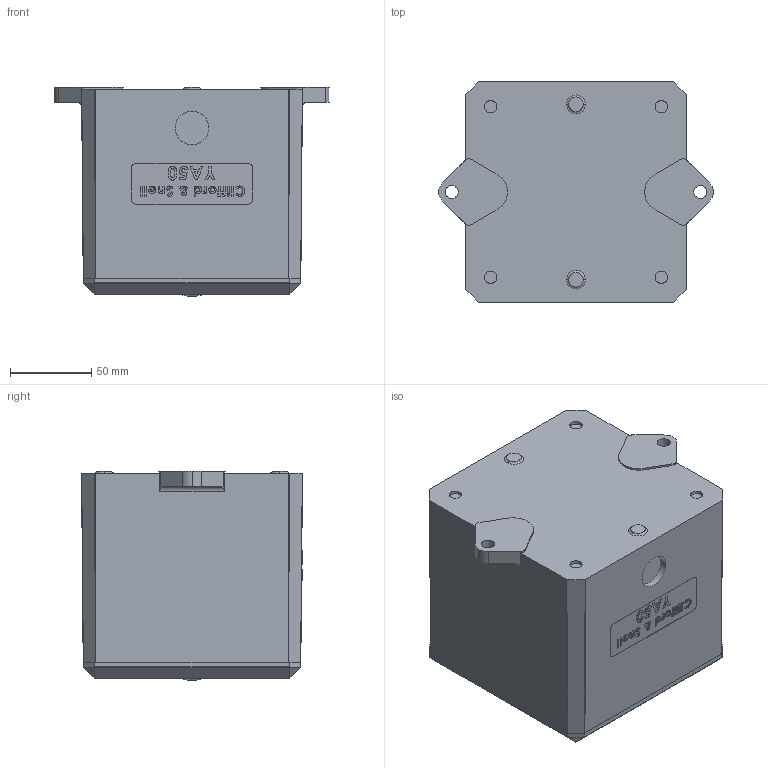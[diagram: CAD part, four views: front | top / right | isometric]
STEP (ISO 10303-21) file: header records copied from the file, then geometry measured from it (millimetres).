
FILE_DESCRIPTION (( 'STEP AP214' ), '1' );
FILE_NAME ('YA50.STEP', '2021-05-18T16:06:10', ( '' ), ( '' ), 'SwSTEP 2.0', 'SolidWorks 2021', '' );
FILE_SCHEMA (( 'AUTOMOTIVE_DESIGN' ));
Length unit declared in the file: millimetre
Products named in the file (1): YA50
Bounding box: 168.97 x 136.03 x 129.11 mm (x, y, z)
Volume: 2020237.8 mm3; surface area: 134506.3 mm2
Topology: 25 solids, 25 shells, 600 faces, 1500 edges, 963 vertices
Faces by surface type: plane 305, bspline 109, cylinder 92, cone 58, torus 18, sphere 18
Entity records: 29221 total; most frequent: CARTESIAN_POINT 9489, ORIENTED_EDGE 2992, DIRECTION 2388, EDGE_CURVE 1496, VERTEX_POINT 963, VECTOR 864, LINE 864, AXIS2_PLACEMENT_3D 762
